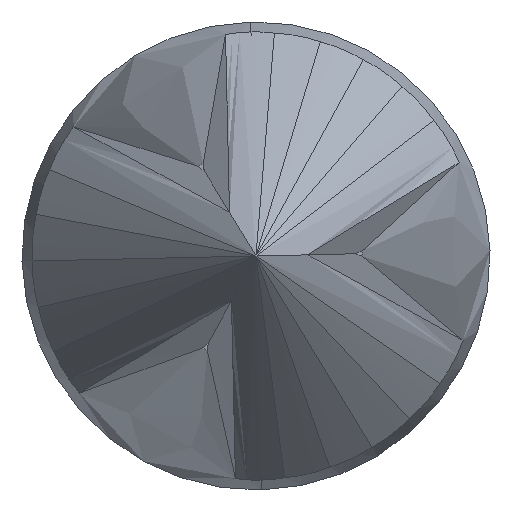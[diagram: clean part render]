
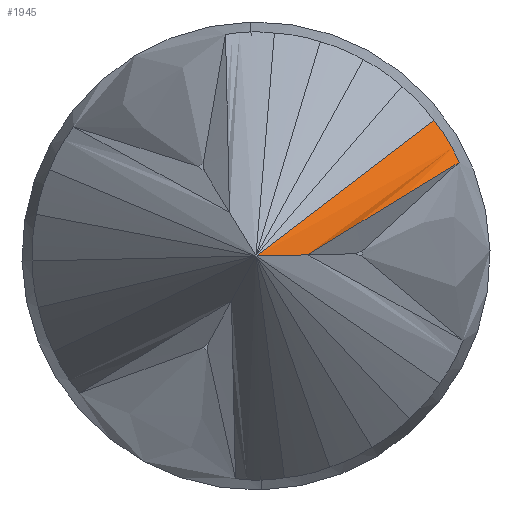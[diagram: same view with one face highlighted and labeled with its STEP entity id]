
A CAD part, left-side view. The second image highlights one B-rep face of the part: STEP entity #1945.
In plain terms, the highlighted cylindrical face has radius 9.525 mm (diameter 19.05 mm), a partial arc.
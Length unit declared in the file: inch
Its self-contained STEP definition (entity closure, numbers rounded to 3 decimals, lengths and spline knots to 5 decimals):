
#35 = EDGE_CURVE ( 'NONE', #880, #107, #1702, .T. ) ;
#84 = ORIENTED_EDGE ( 'NONE', *, *, #774, .T. ) ;
#107 = VERTEX_POINT ( 'NONE', #1828 ) ;
#131 = CARTESIAN_POINT ( 'NONE',  ( -0.46643, -0.02315, 0.01274 ) ) ;
#198 = EDGE_LOOP ( 'NONE', ( #692, #84, #864, #858 ) ) ;
#208 = FACE_OUTER_BOUND ( 'NONE', #198, .T. ) ;
#405 = CARTESIAN_POINT ( 'NONE',  ( -0.4995, 0., 0. ) ) ;
#412 =( BOUNDED_CURVE ( )  B_SPLINE_CURVE ( 3, ( #405, #1291, #1040, #979 ),
 .UNSPECIFIED., .F., .F. ) 
 B_SPLINE_CURVE_WITH_KNOTS ( ( 4, 4 ),
 ( 0.61727, 0.64082 ),
 .UNSPECIFIED. ) 
 CURVE ( )  GEOMETRIC_REPRESENTATION_ITEM ( )  RATIONAL_B_SPLINE_CURVE ( ( 1., 1., 1., 1. ) ) 
 REPRESENTATION_ITEM ( '' )  );
#678 = CARTESIAN_POINT ( 'NONE',  ( -0.46678, -0.02385, 0.01098 ) ) ;
#685 = CARTESIAN_POINT ( 'NONE',  ( -0.46673, -0.02091, 0.01591 ) ) ;
#692 = ORIENTED_EDGE ( 'NONE', *, *, #1132, .F. ) ;
#717 = CARTESIAN_POINT ( 'NONE',  ( -0.46641, -0.02214, 0.01444 ) ) ;
#756 = VERTEX_POINT ( 'NONE', #2048 ) ;
#774 = EDGE_CURVE ( 'NONE', #1085, #107, #412, .T. ) ;
#841 = AXIS2_PLACEMENT_3D ( 'NONE', #2151, #2158, #2221 ) ;
#858 = ORIENTED_EDGE ( 'NONE', *, *, #1412, .T. ) ;
#864 = ORIENTED_EDGE ( 'NONE', *, *, #35, .F. ) ;
#880 = VERTEX_POINT ( 'NONE', #678 ) ;
#908 = AXIS2_PLACEMENT_3D ( 'NONE', #1255, #1197, #914 ) ;
#914 = DIRECTION ( 'NONE',  ( 0., -0.855, 0.519 ) ) ;
#962 =( BOUNDED_CURVE ( )  B_SPLINE_CURVE ( 3, ( #1072, #1066, #1026, #1007 ),
 .UNSPECIFIED., .F., .F. ) 
 B_SPLINE_CURVE_WITH_KNOTS ( ( 4, 4 ),
 ( 0.61727, 0.72909 ),
 .UNSPECIFIED. ) 
 CURVE ( )  GEOMETRIC_REPRESENTATION_ITEM ( )  RATIONAL_B_SPLINE_CURVE ( ( 1., 0.999, 0.999, 1. ) ) 
 REPRESENTATION_ITEM ( '' )  );
#979 = CARTESIAN_POINT ( 'NONE',  ( -0.49236, -0.006, 0.00013 ) ) ;
#982 = CARTESIAN_POINT ( 'NONE',  ( -0.46678, -0.02385, 0.01098 ) ) ;
#1007 = CARTESIAN_POINT ( 'NONE',  ( -0.46673, -0.02091, 0.01591 ) ) ;
#1026 = CARTESIAN_POINT ( 'NONE',  ( -0.47716, -0.01345, 0.01024 ) ) ;
#1040 = CARTESIAN_POINT ( 'NONE',  ( -0.49472, -0.00397, 0.00009 ) ) ;
#1052 = B_SPLINE_CURVE_WITH_KNOTS ( 'NONE', 3,
 ( #982, #131, #717, #685 ),
 .UNSPECIFIED., .F., .F.,
 ( 4, 4 ),
 ( 0.00185, 0.00199 ),
 .UNSPECIFIED. ) ;
#1066 = CARTESIAN_POINT ( 'NONE',  ( -0.4881, -0.00648, 0.00493 ) ) ;
#1072 = CARTESIAN_POINT ( 'NONE',  ( -0.4995, 0., 0. ) ) ;
#1085 = VERTEX_POINT ( 'NONE', #1656 ) ;
#1132 = EDGE_CURVE ( 'NONE', #1085, #756, #962, .T. ) ;
#1197 = DIRECTION ( 'NONE',  ( 0., 0.519, 0.855 ) ) ;
#1255 = CARTESIAN_POINT ( 'NONE',  ( -0.71655, -0.2629, 0.15622 ) ) ;
#1291 = CARTESIAN_POINT ( 'NONE',  ( -0.4971, -0.00197, 0.00004 ) ) ;
#1412 = EDGE_CURVE ( 'NONE', #880, #756, #1052, .T. ) ;
#1656 = CARTESIAN_POINT ( 'NONE',  ( -0.4995, 0., 0. ) ) ;
#1702 = CIRCLE ( 'NONE', #908, 0.375 ) ;
#1828 = CARTESIAN_POINT ( 'NONE',  ( -0.49236, -0.006, 0.00013 ) ) ;
#1945 = ADVANCED_FACE ( 'NONE', ( #208 ), #2224, .F. ) ;
#2048 = CARTESIAN_POINT ( 'NONE',  ( -0.46673, -0.02091, 0.01591 ) ) ;
#2151 = CARTESIAN_POINT ( 'NONE',  ( -0.71655, -0.26134, 0.15878 ) ) ;
#2158 = DIRECTION ( 'NONE',  ( 0., 0.519, 0.855 ) ) ;
#2221 = DIRECTION ( 'NONE',  ( 0., -0.855, 0.519 ) ) ;
#2224 = CYLINDRICAL_SURFACE ( 'NONE', #841, 0.375 ) ;
